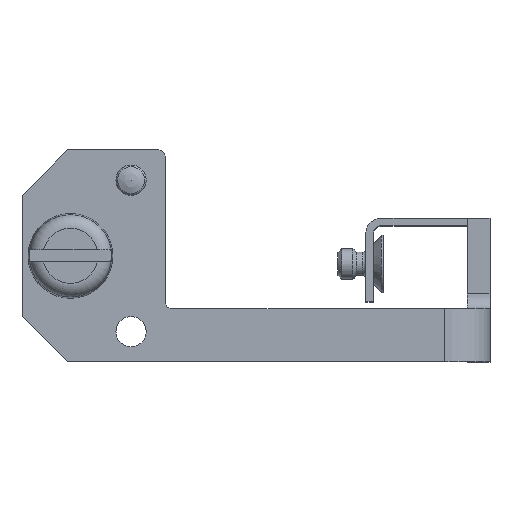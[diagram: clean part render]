
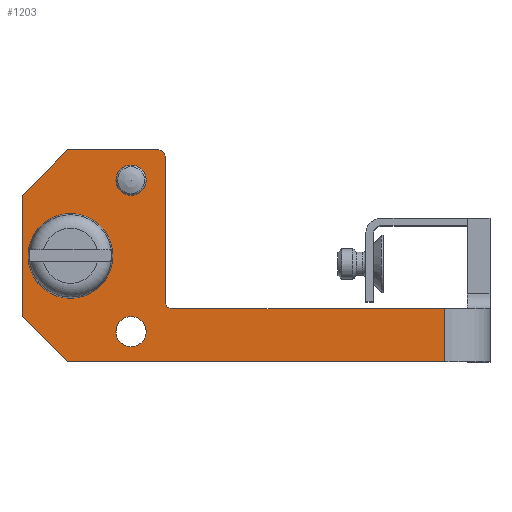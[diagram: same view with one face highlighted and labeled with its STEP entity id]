
A CAD part, top view. The second image highlights one B-rep face of the part: STEP entity #1203.
In plain terms, the highlighted face is planar.
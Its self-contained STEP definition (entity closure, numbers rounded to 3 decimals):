
#106=CIRCLE('',#1349,1.);
#107=CIRCLE('',#1350,1.);
#108=CIRCLE('',#1351,1.7);
#109=CIRCLE('',#1352,0.5);
#110=CIRCLE('',#1353,0.5);
#188=ORIENTED_EDGE('',*,*,#506,.F.);
#189=ORIENTED_EDGE('',*,*,#507,.F.);
#190=ORIENTED_EDGE('',*,*,#508,.F.);
#191=ORIENTED_EDGE('',*,*,#509,.F.);
#192=ORIENTED_EDGE('',*,*,#510,.F.);
#193=ORIENTED_EDGE('',*,*,#511,.F.);
#194=ORIENTED_EDGE('',*,*,#512,.T.);
#195=ORIENTED_EDGE('',*,*,#513,.F.);
#196=ORIENTED_EDGE('',*,*,#514,.F.);
#197=ORIENTED_EDGE('',*,*,#486,.F.);
#198=ORIENTED_EDGE('',*,*,#515,.F.);
#199=ORIENTED_EDGE('',*,*,#516,.F.);
#200=ORIENTED_EDGE('',*,*,#505,.T.);
#486=EDGE_CURVE('',#646,#644,#762,.T.);
#505=EDGE_CURVE('',#661,#663,#772,.T.);
#506=EDGE_CURVE('',#664,#664,#106,.F.);
#507=EDGE_CURVE('',#665,#665,#107,.F.);
#508=EDGE_CURVE('',#666,#666,#108,.F.);
#509=EDGE_CURVE('',#667,#663,#773,.T.);
#510=EDGE_CURVE('',#668,#667,#109,.F.);
#511=EDGE_CURVE('',#669,#668,#774,.T.);
#512=EDGE_CURVE('',#669,#670,#110,.F.);
#513=EDGE_CURVE('',#671,#670,#775,.T.);
#514=EDGE_CURVE('',#644,#671,#776,.T.);
#515=EDGE_CURVE('',#672,#646,#777,.T.);
#516=EDGE_CURVE('',#661,#672,#778,.T.);
#644=VERTEX_POINT('',#1871);
#646=VERTEX_POINT('',#1875);
#661=VERTEX_POINT('',#1910);
#663=VERTEX_POINT('',#1914);
#664=VERTEX_POINT('',#1918);
#665=VERTEX_POINT('',#1920);
#666=VERTEX_POINT('',#1922);
#667=VERTEX_POINT('',#1924);
#668=VERTEX_POINT('',#1926);
#669=VERTEX_POINT('',#1928);
#670=VERTEX_POINT('',#1930);
#671=VERTEX_POINT('',#1932);
#672=VERTEX_POINT('',#1935);
#762=LINE('',#1876,#852);
#772=LINE('',#1915,#862);
#773=LINE('',#1923,#863);
#774=LINE('',#1927,#864);
#775=LINE('',#1931,#865);
#776=LINE('',#1933,#866);
#777=LINE('',#1934,#867);
#778=LINE('',#1936,#868);
#852=VECTOR('',#1491,1000.);
#862=VECTOR('',#1525,1000.);
#863=VECTOR('',#1534,1000.);
#864=VECTOR('',#1537,1000.);
#865=VECTOR('',#1540,1000.);
#866=VECTOR('',#1541,1000.);
#867=VECTOR('',#1542,1000.);
#868=VECTOR('',#1543,1000.);
#943=EDGE_LOOP('',(#188));
#944=EDGE_LOOP('',(#189));
#945=EDGE_LOOP('',(#190));
#946=EDGE_LOOP('',(#191,#192,#193,#194,#195,#196,#197,#198,#199,#200));
#1055=FACE_BOUND('',#943,.T.);
#1056=FACE_BOUND('',#944,.T.);
#1057=FACE_BOUND('',#945,.T.);
#1058=FACE_BOUND('',#946,.T.);
#1162=PLANE('',#1348);
#1203=ADVANCED_FACE('',(#1055,#1056,#1057,#1058),#1162,.F.);
#1348=AXIS2_PLACEMENT_3D('',#1916,#1526,#1527);
#1349=AXIS2_PLACEMENT_3D('',#1917,#1528,#1529);
#1350=AXIS2_PLACEMENT_3D('',#1919,#1530,#1531);
#1351=AXIS2_PLACEMENT_3D('',#1921,#1532,#1533);
#1352=AXIS2_PLACEMENT_3D('',#1925,#1535,#1536);
#1353=AXIS2_PLACEMENT_3D('',#1929,#1538,#1539);
#1491=DIRECTION('',(0.,-1.,0.));
#1525=DIRECTION('',(0.,-1.,0.));
#1526=DIRECTION('',(0.,0.,1.));
#1527=DIRECTION('',(1.,0.,0.));
#1528=DIRECTION('',(0.,0.,1.));
#1529=DIRECTION('',(1.,0.,0.));
#1530=DIRECTION('',(0.,0.,1.));
#1531=DIRECTION('',(1.,0.,0.));
#1532=DIRECTION('',(0.,0.,1.));
#1533=DIRECTION('',(1.,0.,0.));
#1534=DIRECTION('',(1.,0.,0.));
#1535=DIRECTION('',(0.,0.,1.));
#1536=DIRECTION('',(1.,0.,0.));
#1537=DIRECTION('',(0.,1.,0.));
#1538=DIRECTION('',(0.,0.,1.));
#1539=DIRECTION('',(1.,0.,0.));
#1540=DIRECTION('',(1.,0.,0.));
#1541=DIRECTION('',(0.707,-0.707,0.));
#1542=DIRECTION('',(-0.707,-0.707,0.));
#1543=DIRECTION('',(-1.,0.,0.));
#1871=CARTESIAN_POINT('',(0.,3.,0.));
#1875=CARTESIAN_POINT('',(0.,11.,0.));
#1876=CARTESIAN_POINT('',(0.,15.,0.));
#1910=CARTESIAN_POINT('',(27.9,14.,0.));
#1914=CARTESIAN_POINT('',(27.9,10.5,0.));
#1915=CARTESIAN_POINT('',(27.9,15.,0.));
#1916=CARTESIAN_POINT('',(27.9,15.,0.));
#1917=CARTESIAN_POINT('',(7.2,2.,0.));
#1918=CARTESIAN_POINT('',(8.2,2.,0.));
#1919=CARTESIAN_POINT('',(7.2,12.,0.));
#1920=CARTESIAN_POINT('',(8.2,12.,0.));
#1921=CARTESIAN_POINT('',(3.2,7.,0.));
#1922=CARTESIAN_POINT('',(4.9,7.,0.));
#1923=CARTESIAN_POINT('',(27.9,10.5,0.));
#1924=CARTESIAN_POINT('',(9.95,10.5,0.));
#1925=CARTESIAN_POINT('',(9.95,10.,0.));
#1926=CARTESIAN_POINT('',(9.45,10.,0.));
#1927=CARTESIAN_POINT('',(9.45,15.,0.));
#1928=CARTESIAN_POINT('',(9.45,0.5,0.));
#1929=CARTESIAN_POINT('',(8.95,0.5,0.));
#1930=CARTESIAN_POINT('',(8.95,0.,0.));
#1931=CARTESIAN_POINT('',(27.9,0.,0.));
#1932=CARTESIAN_POINT('',(3.,0.,0.));
#1933=CARTESIAN_POINT('',(7.95,-4.95,0.));
#1934=CARTESIAN_POINT('',(15.95,26.95,0.));
#1935=CARTESIAN_POINT('',(3.,14.,0.));
#1936=CARTESIAN_POINT('',(27.9,14.,0.));
